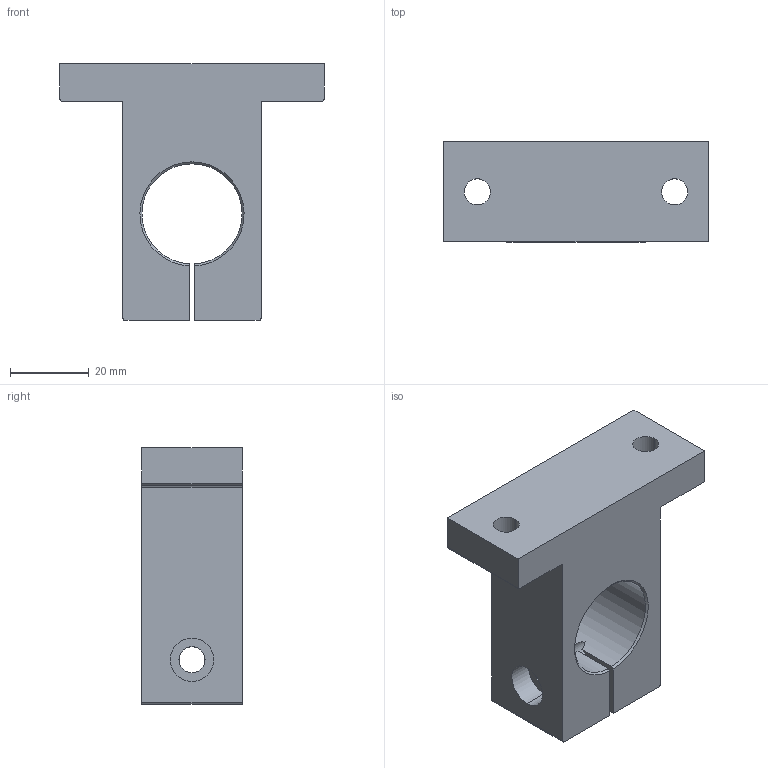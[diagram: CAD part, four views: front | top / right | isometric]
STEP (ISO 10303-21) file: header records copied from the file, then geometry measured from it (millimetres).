
FILE_DESCRIPTION (( 'STEP AP203' ), '1' );
FILE_NAME ('S8025E02.STEP', '2021-06-09T18:53:45', ( '' ), ( '' ), 'SwSTEP 2.0', 'SolidWorks 2020', '' );
FILE_SCHEMA (( 'CONFIG_CONTROL_DESIGN' ));
Length unit declared in the file: millimetre
Products named in the file (1): S8025E02
Bounding box: 66.98 x 25.4 x 65.09 mm (x, y, z)
Volume: 50076.6 mm3; surface area: 14319.5 mm2
Topology: 1 solids, 1 shells, 35 faces, 101 edges, 67 vertices
Faces by surface type: cylinder 18, plane 14, cone 3
Entity records: 1307 total; most frequent: CARTESIAN_POINT 268, DIRECTION 204, ORIENTED_EDGE 202, EDGE_CURVE 101, AXIS2_PLACEMENT_3D 75, VERTEX_POINT 67, LINE 54, VECTOR 54
